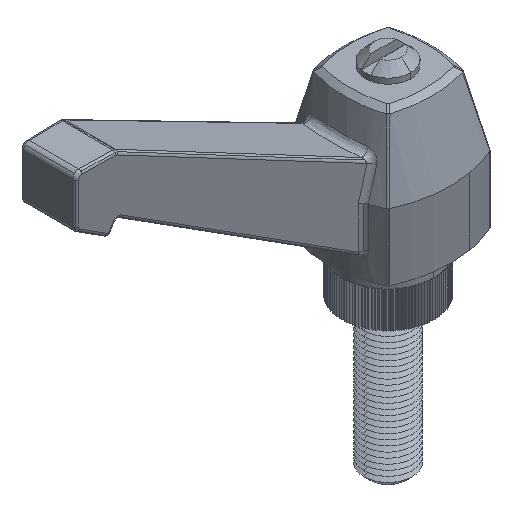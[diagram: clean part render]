
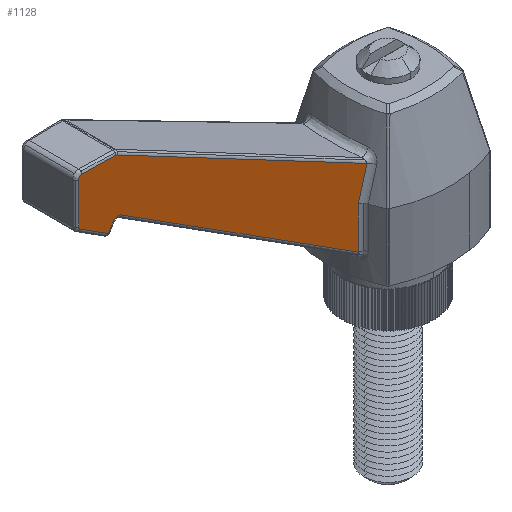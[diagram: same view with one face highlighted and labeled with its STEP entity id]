
A CAD part, isometric view. The second image highlights one B-rep face of the part: STEP entity #1128.
In plain terms, the highlighted planar face has unit normal (-0.018, -1, 0).
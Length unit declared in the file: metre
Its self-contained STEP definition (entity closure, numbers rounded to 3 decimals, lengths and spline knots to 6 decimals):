
#1128=ADVANCED_FACE('15:1662',(#2544),#2545,.T.);
#2544=FACE_OUTER_BOUND('',#7205,.T.);
#2545=PLANE('',#7206);
#7205=EDGE_LOOP('',(#11198,#11199,#11200,#11201,#11202,#11203,#11204,#11205,#11206,#11207,#11208,#11209));
#7206=AXIS2_PLACEMENT_3D('',#11210,#11211,#11212);
#11198=ORIENTED_EDGE('',*,*,#15077,.F.);
#11199=ORIENTED_EDGE('',*,*,#14886,.F.);
#11200=ORIENTED_EDGE('',*,*,#15117,.F.);
#11201=ORIENTED_EDGE('',*,*,#14881,.F.);
#11202=ORIENTED_EDGE('',*,*,#15118,.F.);
#11203=ORIENTED_EDGE('',*,*,#14876,.F.);
#11204=ORIENTED_EDGE('',*,*,#15119,.F.);
#11205=ORIENTED_EDGE('',*,*,#14871,.F.);
#11206=ORIENTED_EDGE('',*,*,#15120,.F.);
#11207=ORIENTED_EDGE('',*,*,#15121,.F.);
#11208=ORIENTED_EDGE('',*,*,#14896,.F.);
#11209=ORIENTED_EDGE('',*,*,#14911,.T.);
#11210=CARTESIAN_POINT('',(-0.009875,-0.00536,0.021335));
#11211=DIRECTION('',(-0.017,-1.,0.0));
#11212=DIRECTION('',(0.0,0.0,1.0));
#14871=EDGE_CURVE('15:2148',#16942,#16952,#16953,.T.);
#14876=EDGE_CURVE('15:2142',#16959,#16961,#16962,.T.);
#14881=EDGE_CURVE('15:2136',#16968,#16970,#16971,.T.);
#14886=EDGE_CURVE('15:2130',#16977,#16979,#16980,.T.);
#14896=EDGE_CURVE('15:2124',#16993,#16995,#16996,.T.);
#14911=EDGE_CURVE('15:2058',#16993,#17019,#17021,.T.);
#15077=EDGE_CURVE('15:2028',#16979,#17019,#17271,.T.);
#15117=EDGE_CURVE('15:2133',#16970,#16977,#17318,.T.);
#15118=EDGE_CURVE('15:2139',#16961,#16968,#17319,.T.);
#15119=EDGE_CURVE('15:2145',#16952,#16959,#17320,.T.);
#15120=EDGE_CURVE('15:2151',#17321,#16942,#17322,.T.);
#15121=EDGE_CURVE('15:2154',#16995,#17321,#17323,.T.);
#16942=VERTEX_POINT('',#19786);
#16952=VERTEX_POINT('',#19797);
#16953=LINE('',#19798,#19799);
#16959=VERTEX_POINT('',#19806);
#16961=VERTEX_POINT('',#19808);
#16962=LINE('',#19809,#19810);
#16968=VERTEX_POINT('',#19817);
#16970=VERTEX_POINT('',#19819);
#16971=LINE('',#19820,#19821);
#16977=VERTEX_POINT('',#19828);
#16979=VERTEX_POINT('',#19830);
#16980=LINE('',#19831,#19832);
#16993=VERTEX_POINT('',#19860);
#16995=VERTEX_POINT('',#19865);
#16996=LINE('',#19866,#19867);
#17019=VERTEX_POINT('',#19918);
#17021=LINE('',#19931,#19932);
#17271=B_SPLINE_CURVE_WITH_KNOTS('',3,(#21010,#21011,#21012,#21013,#21014,#21015),.UNSPECIFIED.,.F.,.F.,(4,2,4),(-0.007887,-0.005179,-0.002618),.UNSPECIFIED.);
#17318=ELLIPSE('',#21138,0.0005,0.0005);
#17319=ELLIPSE('',#21139,0.0005,0.0005);
#17320=ELLIPSE('',#21140,0.0005,0.0005);
#17321=VERTEX_POINT('',#21141);
#17322=LINE('',#21142,#21143);
#17323=ELLIPSE('',#21144,0.001,0.001);
#19786=CARTESIAN_POINT('',(-0.050656,-0.004648,0.036258));
#19797=CARTESIAN_POINT('',(-0.055183,-0.004569,0.03911));
#19798=CARTESIAN_POINT('',(-0.033527,-0.004947,0.02547));
#19799=VECTOR('',#24116,1.);
#19806=CARTESIAN_POINT('',(-0.055417,-0.004565,0.039533));
#19808=CARTESIAN_POINT('',(-0.055417,-0.004565,0.046283));
#19809=CARTESIAN_POINT('',(-0.055417,-0.004565,0.032233));
#19810=VECTOR('',#24124,1.0);
#19817=CARTESIAN_POINT('',(-0.054917,-0.004574,0.046783));
#19819=CARTESIAN_POINT('',(-0.049412,-0.00467,0.046783));
#19820=CARTESIAN_POINT('',(-0.031244,-0.004987,0.046783));
#19821=VECTOR('',#24132,1.0);
#19828=CARTESIAN_POINT('',(-0.049181,-0.004674,0.046726));
#19830=CARTESIAN_POINT('',(-0.008838,-0.005378,0.025707));
#19831=CARTESIAN_POINT('',(-0.018456,-0.00521,0.030718));
#19832=VECTOR('',#24140,1.);
#19860=CARTESIAN_POINT('',(-0.010249,-0.005353,0.013763));
#19865=CARTESIAN_POINT('',(-0.048477,-0.004686,0.037841));
#19866=CARTESIAN_POINT('',(-0.021355,-0.00516,0.020758));
#19867=VECTOR('',#24150,1.);
#19918=CARTESIAN_POINT('',(-0.010249,-0.005353,0.02063));
#19931=CARTESIAN_POINT('',(-0.010249,-0.005353,0.0095));
#19932=VECTOR('',#24165,1.0);
#21010=CARTESIAN_POINT('',(-0.008838,-0.005378,0.025707));
#21011=CARTESIAN_POINT('',(-0.009078,-0.005374,0.024837));
#21012=CARTESIAN_POINT('',(-0.009319,-0.00537,0.023967));
#21013=CARTESIAN_POINT('',(-0.009789,-0.005361,0.022275));
#21014=CARTESIAN_POINT('',(-0.010019,-0.005357,0.021452));
#21015=CARTESIAN_POINT('',(-0.010249,-0.005353,0.02063));
#21138=AXIS2_PLACEMENT_3D('',#24342,#24343,#24344);
#21139=AXIS2_PLACEMENT_3D('',#24345,#24346,#24347);
#21140=AXIS2_PLACEMENT_3D('',#24348,#24349,#24350);
#21141=CARTESIAN_POINT('',(-0.049856,-0.004662,0.037528));
#21142=CARTESIAN_POINT('',(-0.04819,-0.004691,0.040173));
#21143=VECTOR('',#24351,1.);
#21144=AXIS2_PLACEMENT_3D('',#24352,#24353,#24354);
#24116=DIRECTION('',(-0.846,0.015,0.533));
#24124=DIRECTION('',(0.0,0.0,1.0));
#24132=DIRECTION('',(1.,-0.017,0.0));
#24140=DIRECTION('',(0.887,-0.015,-0.462));
#24150=DIRECTION('',(-0.846,0.015,0.533));
#24165=DIRECTION('',(0.0,0.0,1.0));
#24342=CARTESIAN_POINT('',(-0.049412,-0.00467,0.046283));
#24343=DIRECTION('',(0.017,1.,0.));
#24344=DIRECTION('',(1.,-0.017,0.));
#24345=CARTESIAN_POINT('',(-0.054917,-0.004574,0.046283));
#24346=DIRECTION('',(0.017,1.,0.0));
#24347=DIRECTION('',(-1.,0.017,0.0));
#24348=CARTESIAN_POINT('',(-0.054917,-0.004574,0.039533));
#24349=DIRECTION('',(0.017,1.,0.));
#24350=DIRECTION('',(-1.,0.017,0.));
#24351=DIRECTION('',(-0.533,0.009,-0.846));
#24352=CARTESIAN_POINT('',(-0.04901,-0.004677,0.036995));
#24353=DIRECTION('',(-0.017,-1.,0.));
#24354=DIRECTION('',(-1.,0.017,0.));
